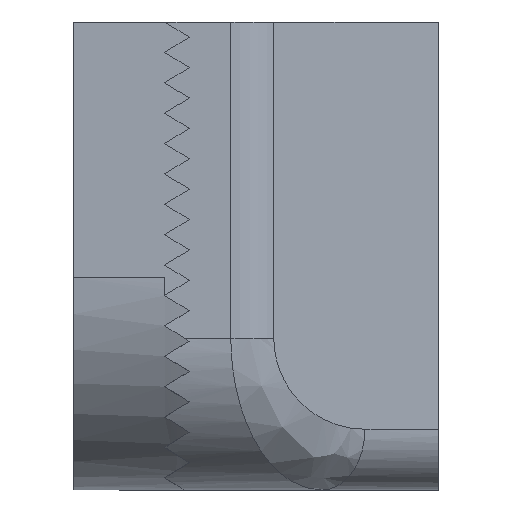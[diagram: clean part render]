
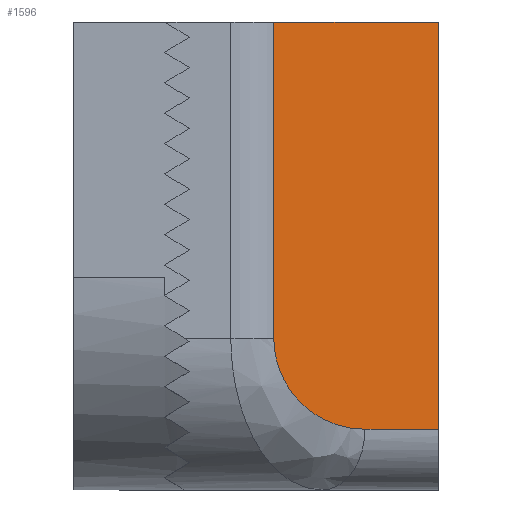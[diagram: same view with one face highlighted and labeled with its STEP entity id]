
A CAD part, left-side view. The second image highlights one B-rep face of the part: STEP entity #1596.
In plain terms, the highlighted planar face has unit normal (-0.707, -0.707, 0).
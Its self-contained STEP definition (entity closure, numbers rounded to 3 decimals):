
#71=B_SPLINE_CURVE_WITH_KNOTS('',3,(#2350,#2351,#2352,#2353,#2354,#2355,
#2356,#2357,#2358,#2359,#2360,#2361,#2362),.UNSPECIFIED.,.F.,.F.,(4,3,3,
3,4),(3.142,3.534,3.927,4.32,
4.712),.UNSPECIFIED.);
#75=PLANE('',#1707);
#150=FACE_OUTER_BOUND('',#235,.T.);
#235=EDGE_LOOP('',(#1106,#1107,#1108,#1109,#1110));
#324=LINE('',#2346,#501);
#325=LINE('',#2348,#502);
#326=LINE('',#2364,#503);
#327=LINE('',#2365,#504);
#501=VECTOR('',#1872,1000.);
#502=VECTOR('',#1873,1000.);
#503=VECTOR('',#1874,1000.);
#504=VECTOR('',#1875,1000.);
#697=VERTEX_POINT('',#2344);
#698=VERTEX_POINT('',#2345);
#699=VERTEX_POINT('',#2347);
#700=VERTEX_POINT('',#2349);
#701=VERTEX_POINT('',#2363);
#860=EDGE_CURVE('',#697,#698,#324,.T.);
#861=EDGE_CURVE('',#697,#699,#325,.T.);
#862=EDGE_CURVE('',#699,#700,#71,.T.);
#863=EDGE_CURVE('',#700,#701,#326,.T.);
#864=EDGE_CURVE('',#698,#701,#327,.T.);
#1106=ORIENTED_EDGE('',*,*,#860,.F.);
#1107=ORIENTED_EDGE('',*,*,#861,.T.);
#1108=ORIENTED_EDGE('',*,*,#862,.T.);
#1109=ORIENTED_EDGE('',*,*,#863,.T.);
#1110=ORIENTED_EDGE('',*,*,#864,.F.);
#1596=ADVANCED_FACE('',(#150),#75,.F.);
#1707=AXIS2_PLACEMENT_3D('',#2343,#1870,#1871);
#1870=DIRECTION('center_axis',(0.707,0.707,0.));
#1871=DIRECTION('ref_axis',(-0.707,0.707,0.));
#1872=DIRECTION('',(0.707,-0.707,0.));
#1873=DIRECTION('',(0.,0.,-1.));
#1874=DIRECTION('',(0.707,-0.707,0.));
#1875=DIRECTION('',(0.,0.,-1.));
#2343=CARTESIAN_POINT('Origin',(-7.75,3.,7.7));
#2344=CARTESIAN_POINT('',(-7.457,2.707,7.7));
#2345=CARTESIAN_POINT('',(-4.75,0.,7.7));
#2346=CARTESIAN_POINT('',(-7.75,3.,7.7));
#2347=CARTESIAN_POINT('',(-7.457,2.707,2.5));
#2348=CARTESIAN_POINT('',(-7.457,2.707,7.7));
#2349=CARTESIAN_POINT('',(-5.957,1.207,1.));
#2350=CARTESIAN_POINT('Ctrl Pts',(-7.457,2.707,2.5));
#2351=CARTESIAN_POINT('Ctrl Pts',(-7.457,2.707,2.304));
#2352=CARTESIAN_POINT('Ctrl Pts',(-7.418,2.668,2.107));
#2353=CARTESIAN_POINT('Ctrl Pts',(-7.343,2.593,1.926));
#2354=CARTESIAN_POINT('Ctrl Pts',(-7.268,2.518,1.745));
#2355=CARTESIAN_POINT('Ctrl Pts',(-7.157,2.407,1.578));
#2356=CARTESIAN_POINT('Ctrl Pts',(-7.018,2.268,1.439));
#2357=CARTESIAN_POINT('Ctrl Pts',(-6.879,2.129,1.3));
#2358=CARTESIAN_POINT('Ctrl Pts',(-6.713,1.963,1.189));
#2359=CARTESIAN_POINT('Ctrl Pts',(-6.531,1.781,1.114));
#2360=CARTESIAN_POINT('Ctrl Pts',(-6.35,1.6,1.039));
#2361=CARTESIAN_POINT('Ctrl Pts',(-6.153,1.403,1.));
#2362=CARTESIAN_POINT('Ctrl Pts',(-5.957,1.207,1.));
#2363=CARTESIAN_POINT('',(-4.75,0.,1.));
#2364=CARTESIAN_POINT('',(-7.75,3.,1.));
#2365=CARTESIAN_POINT('',(-4.75,0.,7.7));
